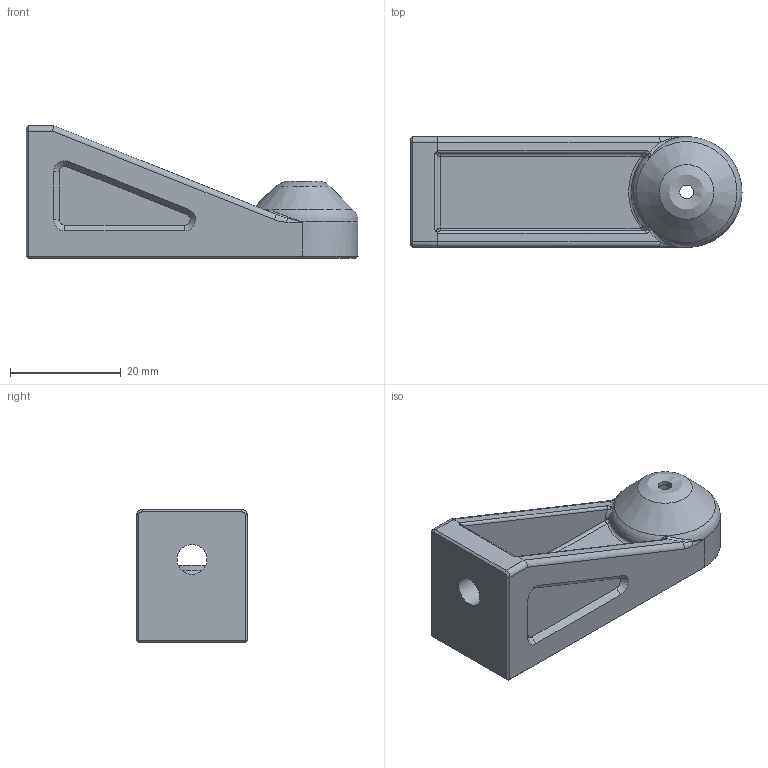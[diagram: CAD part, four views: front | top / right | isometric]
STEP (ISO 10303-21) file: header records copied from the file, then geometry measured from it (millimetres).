
FILE_DESCRIPTION(/* description */ (''),/* implementation_level */ '2;1');
FILE_NAME(/* name */ 'PTFE_tube_side_mount.step',/* time_stamp */ '2022-08-01T17:49:50-07:00',/* author */ (''),/* organization */ (''),/* preprocessor_version */ 'ST-DEVELOPER v19',/* originating_system */ 'Autodesk Translation Framework v11.7.0.108',/* authorisation */ '');
FILE_SCHEMA (('AUTOMOTIVE_DESIGN { 1 0 10303 214 3 1 1 }'));
Length unit declared in the file: millimetre
Products named in the file (1): PTFE_tube_mount
Bounding box: 60 x 20 x 24 mm (x, y, z)
Volume: 11260.3 mm3; surface area: 6260.8 mm2
Topology: 1 solids, 1 shells, 142 faces, 357 edges, 217 vertices
Faces by surface type: plane 55, cylinder 37, bspline 27, cone 16, sphere 4, torus 3
Full cylindrical faces by diameter (mm): 2.5 x1, 4.1 x1, 5.4 x1, 9.036 x4, 10.147 x2
Entity records: 6080 total; most frequent: CARTESIAN_POINT 2837, ORIENTED_EDGE 710, DIRECTION 605, EDGE_CURVE 355, AXIS2_PLACEMENT_3D 220, VERTEX_POINT 217, LINE 165, VECTOR 165
